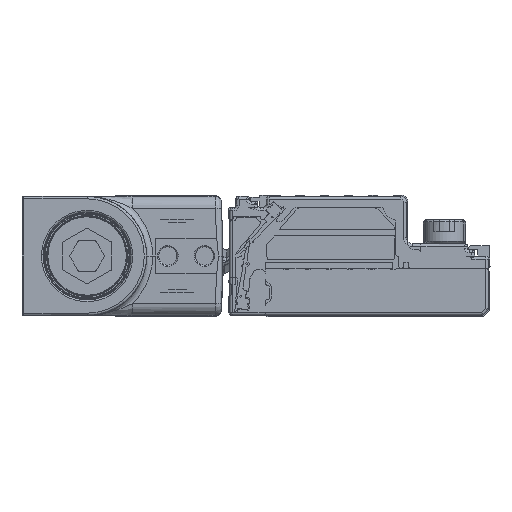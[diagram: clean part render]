
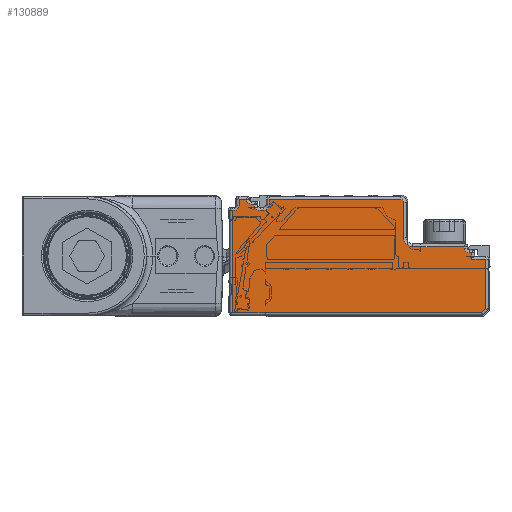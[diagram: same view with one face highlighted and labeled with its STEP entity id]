
A CAD part, left-side view. The second image highlights one B-rep face of the part: STEP entity #130889.
In plain terms, the highlighted planar face has unit normal (-1, 0, 0).
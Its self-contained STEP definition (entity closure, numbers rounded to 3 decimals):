
#128707=AXIS2_PLACEMENT_3D('Circle Axis2P3D',#128705,#128706,$) ;
#128778=AXIS2_PLACEMENT_3D('Circle Axis2P3D',#128776,#128777,$) ;
#128882=AXIS2_PLACEMENT_3D('Circle Axis2P3D',#128880,#128881,$) ;
#130783=AXIS2_PLACEMENT_3D('Plane Axis2P3D',#130780,#130781,#130782) ;
#130794=AXIS2_PLACEMENT_3D('Circle Axis2P3D',#130792,#130793,$) ;
#130815=AXIS2_PLACEMENT_3D('Circle Axis2P3D',#130813,#130814,$) ;
#130829=AXIS2_PLACEMENT_3D('Circle Axis2P3D',#130827,#130828,$) ;
#130848=AXIS2_PLACEMENT_3D('Circle Axis2P3D',#130846,#130847,$) ;
#128340=CARTESIAN_POINT('Vertex',(-778.,42.3,-7.3)) ;
#128363=CARTESIAN_POINT('Vertex',(-778.,1.407,-7.3)) ;
#128366=CARTESIAN_POINT('Line Origine',(-778.,23.168,-7.3)) ;
#128403=CARTESIAN_POINT('Vertex',(-778.,0.7,-6.593)) ;
#128406=CARTESIAN_POINT('Line Origine',(-778.,-1.246,-4.646)) ;
#128647=CARTESIAN_POINT('Line Origine',(-778.,21.5,11.3)) ;
#128651=CARTESIAN_POINT('Vertex',(-778.,40.1,11.3)) ;
#128653=CARTESIAN_POINT('Vertex',(-778.,41.3,11.3)) ;
#128705=CARTESIAN_POINT('Axis2P3D Location',(-778.,39.3,11.3)) ;
#128709=CARTESIAN_POINT('Vertex',(-778.,39.3,10.5)) ;
#128742=CARTESIAN_POINT('Vertex',(-778.,14.2,10.8)) ;
#128745=CARTESIAN_POINT('Line Origine',(-778.,14.2,2.)) ;
#128749=CARTESIAN_POINT('Vertex',(-778.,14.2,5.)) ;
#128776=CARTESIAN_POINT('Axis2P3D Location',(-778.,12.7,5.)) ;
#128780=CARTESIAN_POINT('Vertex',(-778.,12.7,3.5)) ;
#128808=CARTESIAN_POINT('Vertex',(-778.,4.2,3.5)) ;
#128816=CARTESIAN_POINT('Line Origine',(-778.,21.5,3.5)) ;
#128842=CARTESIAN_POINT('Line Origine',(-778.,4.2,2.)) ;
#128846=CARTESIAN_POINT('Vertex',(-778.,4.2,3.3)) ;
#128880=CARTESIAN_POINT('Axis2P3D Location',(-778.,3.4,3.3)) ;
#128884=CARTESIAN_POINT('Vertex',(-778.,3.4,2.5)) ;
#128912=CARTESIAN_POINT('Vertex',(-778.,3.,2.5)) ;
#128920=CARTESIAN_POINT('Line Origine',(-778.,21.5,2.5)) ;
#130737=CARTESIAN_POINT('Line Origine',(-778.,42.3,2.)) ;
#130741=CARTESIAN_POINT('Vertex',(-778.,42.3,9.5)) ;
#130765=CARTESIAN_POINT('Vertex',(-778.,0.7,1.5)) ;
#130768=CARTESIAN_POINT('Line Origine',(-778.,0.7,2.)) ;
#130780=CARTESIAN_POINT('Axis2P3D Location',(-778.,0.2,-7.8)) ;
#130785=CARTESIAN_POINT('Line Origine',(-778.,3.,2.)) ;
#130789=CARTESIAN_POINT('Vertex',(-778.,3.,1.5)) ;
#130792=CARTESIAN_POINT('Axis2P3D Location',(-778.,14.7,10.8)) ;
#130796=CARTESIAN_POINT('Vertex',(-778.,14.7,11.3)) ;
#130799=CARTESIAN_POINT('Line Origine',(-778.,25.5,11.3)) ;
#130803=CARTESIAN_POINT('Vertex',(-778.,36.3,11.3)) ;
#130806=CARTESIAN_POINT('Line Origine',(-778.,36.3,10.9)) ;
#130810=CARTESIAN_POINT('Vertex',(-778.,36.3,10.5)) ;
#130813=CARTESIAN_POINT('Axis2P3D Location',(-778.,37.3,10.5)) ;
#130817=CARTESIAN_POINT('Vertex',(-778.,37.3,9.5)) ;
#130820=CARTESIAN_POINT('Line Origine',(-778.,37.55,9.5)) ;
#130824=CARTESIAN_POINT('Vertex',(-778.,37.8,9.5)) ;
#130827=CARTESIAN_POINT('Axis2P3D Location',(-778.,37.8,10.5)) ;
#130831=CARTESIAN_POINT('Vertex',(-778.,38.8,10.5)) ;
#130834=CARTESIAN_POINT('Line Origine',(-778.,39.05,10.5)) ;
#130839=CARTESIAN_POINT('Line Origine',(-778.,41.3,10.8)) ;
#130843=CARTESIAN_POINT('Vertex',(-778.,41.3,10.3)) ;
#130846=CARTESIAN_POINT('Axis2P3D Location',(-778.,42.1,10.3)) ;
#130850=CARTESIAN_POINT('Vertex',(-778.,42.1,9.5)) ;
#130853=CARTESIAN_POINT('Line Origine',(-778.,42.2,9.5)) ;
#130858=CARTESIAN_POINT('Line Origine',(-778.,1.85,1.5)) ;
#128367=DIRECTION('Vector Direction',(0.,1.,0.)) ;
#128407=DIRECTION('Vector Direction',(0.,0.707,-0.707)) ;
#128648=DIRECTION('Vector Direction',(0.,-1.,0.)) ;
#128706=DIRECTION('Axis2P3D Direction',(1.,0.,0.)) ;
#128746=DIRECTION('Vector Direction',(0.,0.,-1.)) ;
#128777=DIRECTION('Axis2P3D Direction',(1.,0.,0.)) ;
#128817=DIRECTION('Vector Direction',(0.,-1.,0.)) ;
#128843=DIRECTION('Vector Direction',(0.,0.,1.)) ;
#128881=DIRECTION('Axis2P3D Direction',(1.,0.,0.)) ;
#128921=DIRECTION('Vector Direction',(0.,-1.,0.)) ;
#130738=DIRECTION('Vector Direction',(0.,0.,1.)) ;
#130769=DIRECTION('Vector Direction',(0.,0.,-1.)) ;
#130781=DIRECTION('Axis2P3D Direction',(-1.,0.,0.)) ;
#130782=DIRECTION('Axis2P3D XDirection',(0.,0.,1.)) ;
#130786=DIRECTION('Vector Direction',(0.,0.,1.)) ;
#130793=DIRECTION('Axis2P3D Direction',(-1.,0.,0.)) ;
#130800=DIRECTION('Vector Direction',(0.,1.,0.)) ;
#130807=DIRECTION('Vector Direction',(0.,0.,-1.)) ;
#130814=DIRECTION('Axis2P3D Direction',(-1.,0.,0.)) ;
#130821=DIRECTION('Vector Direction',(0.,1.,0.)) ;
#130828=DIRECTION('Axis2P3D Direction',(-1.,0.,0.)) ;
#130835=DIRECTION('Vector Direction',(0.,-1.,0.)) ;
#130840=DIRECTION('Vector Direction',(0.,0.,-1.)) ;
#130847=DIRECTION('Axis2P3D Direction',(-1.,0.,0.)) ;
#130854=DIRECTION('Vector Direction',(0.,1.,0.)) ;
#130859=DIRECTION('Vector Direction',(0.,1.,0.)) ;
#128368=VECTOR('Line Direction',#128367,1.) ;
#128408=VECTOR('Line Direction',#128407,1.) ;
#128649=VECTOR('Line Direction',#128648,1.) ;
#128747=VECTOR('Line Direction',#128746,1.) ;
#128818=VECTOR('Line Direction',#128817,1.) ;
#128844=VECTOR('Line Direction',#128843,1.) ;
#128922=VECTOR('Line Direction',#128921,1.) ;
#130739=VECTOR('Line Direction',#130738,1.) ;
#130770=VECTOR('Line Direction',#130769,1.) ;
#130787=VECTOR('Line Direction',#130786,1.) ;
#130801=VECTOR('Line Direction',#130800,1.) ;
#130808=VECTOR('Line Direction',#130807,1.) ;
#130822=VECTOR('Line Direction',#130821,1.) ;
#130836=VECTOR('Line Direction',#130835,1.) ;
#130841=VECTOR('Line Direction',#130840,1.) ;
#130855=VECTOR('Line Direction',#130854,1.) ;
#130860=VECTOR('Line Direction',#130859,1.) ;
#130864=ORIENTED_EDGE('',*,*,#130791,.T.) ;
#130865=ORIENTED_EDGE('',*,*,#128924,.T.) ;
#130866=ORIENTED_EDGE('',*,*,#128886,.T.) ;
#130867=ORIENTED_EDGE('',*,*,#128848,.T.) ;
#130868=ORIENTED_EDGE('',*,*,#128820,.T.) ;
#130869=ORIENTED_EDGE('',*,*,#128782,.T.) ;
#130870=ORIENTED_EDGE('',*,*,#128751,.T.) ;
#130871=ORIENTED_EDGE('',*,*,#130798,.T.) ;
#130872=ORIENTED_EDGE('',*,*,#130805,.T.) ;
#130873=ORIENTED_EDGE('',*,*,#130812,.T.) ;
#130874=ORIENTED_EDGE('',*,*,#130819,.T.) ;
#130875=ORIENTED_EDGE('',*,*,#130826,.T.) ;
#130876=ORIENTED_EDGE('',*,*,#130833,.T.) ;
#130877=ORIENTED_EDGE('',*,*,#130838,.T.) ;
#130878=ORIENTED_EDGE('',*,*,#128711,.T.) ;
#130879=ORIENTED_EDGE('',*,*,#128655,.T.) ;
#130880=ORIENTED_EDGE('',*,*,#130845,.T.) ;
#130881=ORIENTED_EDGE('',*,*,#130852,.T.) ;
#130882=ORIENTED_EDGE('',*,*,#130857,.T.) ;
#130883=ORIENTED_EDGE('',*,*,#130743,.T.) ;
#130884=ORIENTED_EDGE('',*,*,#128370,.T.) ;
#130885=ORIENTED_EDGE('',*,*,#128410,.T.) ;
#130886=ORIENTED_EDGE('',*,*,#130772,.T.) ;
#130887=ORIENTED_EDGE('',*,*,#130862,.T.) ;
#130889=ADVANCED_FACE('\X2\FF8AFF9FFF70FF82\X0\ \X2\FF8EFF9EFF83FF9EFF68FF70\X0\',(#130888),#130784,.T.) ;
#128708=CIRCLE('generated circle',#128707,0.8) ;
#128779=CIRCLE('generated circle',#128778,1.5) ;
#128883=CIRCLE('generated circle',#128882,0.8) ;
#130795=CIRCLE('generated circle',#130794,0.5) ;
#130816=CIRCLE('generated circle',#130815,1.) ;
#130830=CIRCLE('generated circle',#130829,1.) ;
#130849=CIRCLE('generated circle',#130848,0.8) ;
#128370=EDGE_CURVE('',#128341,#128364,#128369,.F.) ;
#128410=EDGE_CURVE('',#128364,#128404,#128409,.F.) ;
#128655=EDGE_CURVE('',#128652,#128654,#128650,.F.) ;
#128711=EDGE_CURVE('',#128710,#128652,#128708,.T.) ;
#128751=EDGE_CURVE('',#128750,#128743,#128748,.F.) ;
#128782=EDGE_CURVE('',#128781,#128750,#128779,.T.) ;
#128820=EDGE_CURVE('',#128809,#128781,#128819,.F.) ;
#128848=EDGE_CURVE('',#128847,#128809,#128845,.T.) ;
#128886=EDGE_CURVE('',#128885,#128847,#128883,.T.) ;
#128924=EDGE_CURVE('',#128913,#128885,#128923,.F.) ;
#130743=EDGE_CURVE('',#130742,#128341,#130740,.F.) ;
#130772=EDGE_CURVE('',#128404,#130766,#130771,.F.) ;
#130791=EDGE_CURVE('',#130790,#128913,#130788,.T.) ;
#130798=EDGE_CURVE('',#128743,#130797,#130795,.T.) ;
#130805=EDGE_CURVE('',#130797,#130804,#130802,.T.) ;
#130812=EDGE_CURVE('',#130804,#130811,#130809,.T.) ;
#130819=EDGE_CURVE('',#130811,#130818,#130816,.F.) ;
#130826=EDGE_CURVE('',#130818,#130825,#130823,.T.) ;
#130833=EDGE_CURVE('',#130825,#130832,#130830,.F.) ;
#130838=EDGE_CURVE('',#130832,#128710,#130837,.F.) ;
#130845=EDGE_CURVE('',#128654,#130844,#130842,.T.) ;
#130852=EDGE_CURVE('',#130844,#130851,#130849,.F.) ;
#130857=EDGE_CURVE('',#130851,#130742,#130856,.T.) ;
#130862=EDGE_CURVE('',#130766,#130790,#130861,.T.) ;
#130863=EDGE_LOOP('',(#130864,#130865,#130866,#130867,#130868,#130869,#130870,#130871,#130872,#130873,#130874,#130875,#130876,#130877,#130878,#130879,#130880,#130881,#130882,#130883,#130884,#130885,#130886,#130887)) ;
#130888=FACE_OUTER_BOUND('',#130863,.T.) ;
#128369=LINE('Line',#128366,#128368) ;
#128409=LINE('Line',#128406,#128408) ;
#128650=LINE('Line',#128647,#128649) ;
#128748=LINE('Line',#128745,#128747) ;
#128819=LINE('Line',#128816,#128818) ;
#128845=LINE('Line',#128842,#128844) ;
#128923=LINE('Line',#128920,#128922) ;
#130740=LINE('Line',#130737,#130739) ;
#130771=LINE('Line',#130768,#130770) ;
#130788=LINE('Line',#130785,#130787) ;
#130802=LINE('Line',#130799,#130801) ;
#130809=LINE('Line',#130806,#130808) ;
#130823=LINE('Line',#130820,#130822) ;
#130837=LINE('Line',#130834,#130836) ;
#130842=LINE('Line',#130839,#130841) ;
#130856=LINE('Line',#130853,#130855) ;
#130861=LINE('Line',#130858,#130860) ;
#130784=PLANE('',#130783) ;
#128341=VERTEX_POINT('',#128340) ;
#128364=VERTEX_POINT('',#128363) ;
#128404=VERTEX_POINT('',#128403) ;
#128652=VERTEX_POINT('',#128651) ;
#128654=VERTEX_POINT('',#128653) ;
#128710=VERTEX_POINT('',#128709) ;
#128743=VERTEX_POINT('',#128742) ;
#128750=VERTEX_POINT('',#128749) ;
#128781=VERTEX_POINT('',#128780) ;
#128809=VERTEX_POINT('',#128808) ;
#128847=VERTEX_POINT('',#128846) ;
#128885=VERTEX_POINT('',#128884) ;
#128913=VERTEX_POINT('',#128912) ;
#130742=VERTEX_POINT('',#130741) ;
#130766=VERTEX_POINT('',#130765) ;
#130790=VERTEX_POINT('',#130789) ;
#130797=VERTEX_POINT('',#130796) ;
#130804=VERTEX_POINT('',#130803) ;
#130811=VERTEX_POINT('',#130810) ;
#130818=VERTEX_POINT('',#130817) ;
#130825=VERTEX_POINT('',#130824) ;
#130832=VERTEX_POINT('',#130831) ;
#130844=VERTEX_POINT('',#130843) ;
#130851=VERTEX_POINT('',#130850) ;
